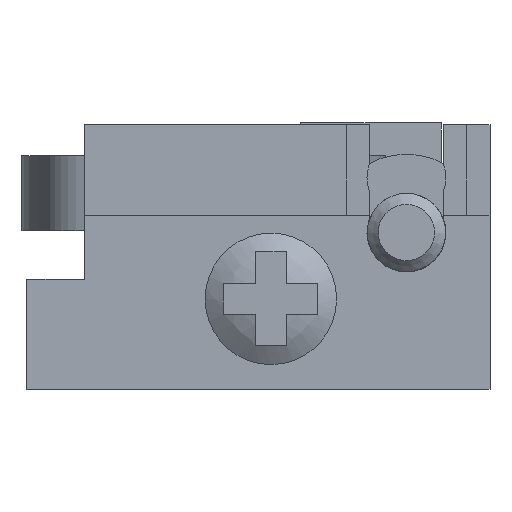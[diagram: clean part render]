
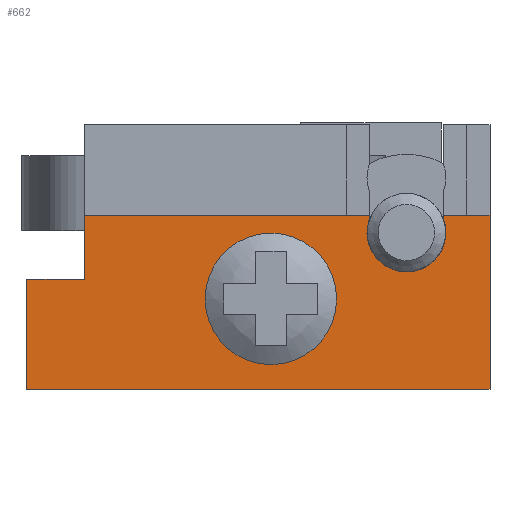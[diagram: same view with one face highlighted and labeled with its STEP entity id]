
A CAD part, front view. The second image highlights one B-rep face of the part: STEP entity #662.
In plain terms, the highlighted planar face has unit normal (0, -1, 0).
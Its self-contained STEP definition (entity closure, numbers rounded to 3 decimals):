
#103=LINE('',#3468,#364);
#107=LINE('',#3476,#368);
#110=LINE('',#3491,#371);
#113=LINE('',#3496,#374);
#118=LINE('',#3511,#379);
#120=LINE('',#3514,#381);
#123=LINE('',#3535,#384);
#124=LINE('',#3536,#385);
#129=LINE('',#3554,#390);
#138=LINE('',#3574,#399);
#144=LINE('',#3606,#405);
#146=LINE('',#3609,#407);
#147=LINE('',#3611,#408);
#148=LINE('',#3613,#409);
#149=LINE('',#3614,#410);
#150=LINE('',#3616,#411);
#151=LINE('',#3618,#412);
#364=VECTOR('',#2795,1.);
#368=VECTOR('',#2799,1.);
#371=VECTOR('',#2804,1.);
#374=VECTOR('',#2807,1.);
#379=VECTOR('',#2816,1.);
#381=VECTOR('',#2818,1.);
#384=VECTOR('',#2833,1.);
#385=VECTOR('',#2834,1.);
#390=VECTOR('',#2853,1.);
#399=VECTOR('',#2868,1.);
#405=VECTOR('',#2890,1.);
#407=VECTOR('',#2894,1.);
#408=VECTOR('',#2895,1.);
#409=VECTOR('',#2896,1.);
#410=VECTOR('',#2897,1.);
#411=VECTOR('',#2898,1.);
#412=VECTOR('',#2899,1.);
#612=FACE_BOUND('',#1008,.T.);
#613=FACE_BOUND('',#1009,.T.);
#662=ADVANCED_FACE('',(#612,#613),#778,.F.);
#778=PLANE('',#2523);
#1008=EDGE_LOOP('',(#1311,#1312,#1313,#1314,#1315,#1316,#1317,#1318,#1319,
#1320,#1321,#1322,#1323));
#1009=EDGE_LOOP('',(#1324,#1325,#1326,#1327,#1328,#1329,#1330,#1331,#1332,
#1333,#1334));
#1311=ORIENTED_EDGE('',*,*,#2103,.F.);
#1312=ORIENTED_EDGE('',*,*,#2120,.F.);
#1313=ORIENTED_EDGE('',*,*,#2127,.F.);
#1314=ORIENTED_EDGE('',*,*,#2121,.F.);
#1315=ORIENTED_EDGE('',*,*,#2109,.F.);
#1316=ORIENTED_EDGE('',*,*,#2126,.F.);
#1317=ORIENTED_EDGE('',*,*,#2111,.F.);
#1318=ORIENTED_EDGE('',*,*,#2091,.F.);
#1319=ORIENTED_EDGE('',*,*,#2125,.F.);
#1320=ORIENTED_EDGE('',*,*,#2095,.F.);
#1321=ORIENTED_EDGE('',*,*,#2100,.F.);
#1322=ORIENTED_EDGE('',*,*,#2124,.F.);
#1323=ORIENTED_EDGE('',*,*,#2123,.F.);
#1324=ORIENTED_EDGE('',*,*,#2145,.F.);
#1325=ORIENTED_EDGE('',*,*,#2144,.F.);
#1326=ORIENTED_EDGE('',*,*,#2155,.F.);
#1327=ORIENTED_EDGE('',*,*,#2156,.T.);
#1328=ORIENTED_EDGE('',*,*,#2157,.F.);
#1329=ORIENTED_EDGE('',*,*,#2131,.F.);
#1330=ORIENTED_EDGE('',*,*,#2158,.F.);
#1331=ORIENTED_EDGE('',*,*,#2159,.F.);
#1332=ORIENTED_EDGE('',*,*,#2160,.F.);
#1333=ORIENTED_EDGE('',*,*,#2140,.T.);
#1334=ORIENTED_EDGE('',*,*,#2153,.F.);
#1847=VERTEX_POINT('',#3466);
#1849=VERTEX_POINT('',#3469);
#1852=VERTEX_POINT('',#3475);
#1853=VERTEX_POINT('',#3477);
#1857=VERTEX_POINT('',#3490);
#1859=VERTEX_POINT('',#3495);
#1860=VERTEX_POINT('',#3497);
#1863=VERTEX_POINT('',#3509);
#1865=VERTEX_POINT('',#3512);
#1866=VERTEX_POINT('',#3515);
#1871=VERTEX_POINT('',#3534);
#1872=VERTEX_POINT('',#3537);
#1873=VERTEX_POINT('',#3541);
#1875=VERTEX_POINT('',#3549);
#1877=VERTEX_POINT('',#3553);
#1884=VERTEX_POINT('',#3572);
#1886=VERTEX_POINT('',#3575);
#1887=VERTEX_POINT('',#3583);
#1889=VERTEX_POINT('',#3586);
#1890=VERTEX_POINT('',#3588);
#1896=VERTEX_POINT('',#3610);
#1897=VERTEX_POINT('',#3612);
#1898=VERTEX_POINT('',#3615);
#1899=VERTEX_POINT('',#3617);
#2091=EDGE_CURVE('',#1847,#1849,#103,.T.);
#2095=EDGE_CURVE('',#1852,#1853,#107,.T.);
#2100=EDGE_CURVE('',#1857,#1852,#110,.T.);
#2103=EDGE_CURVE('',#1859,#1860,#113,.T.);
#2109=EDGE_CURVE('',#1863,#1865,#118,.T.);
#2111=EDGE_CURVE('',#1849,#1866,#120,.T.);
#2120=EDGE_CURVE('',#1871,#1859,#123,.T.);
#2121=EDGE_CURVE('',#1865,#1872,#124,.T.);
#2123=EDGE_CURVE('',#1860,#1873,#2395,.T.);
#2124=EDGE_CURVE('',#1873,#1857,#2396,.T.);
#2125=EDGE_CURVE('',#1853,#1847,#2397,.T.);
#2126=EDGE_CURVE('',#1866,#1863,#2398,.T.);
#2127=EDGE_CURVE('',#1872,#1871,#2399,.T.);
#2131=EDGE_CURVE('',#1877,#1875,#129,.T.);
#2140=EDGE_CURVE('',#1886,#1884,#138,.T.);
#2144=EDGE_CURVE('',#1887,#1889,#2400,.T.);
#2145=EDGE_CURVE('',#1889,#1890,#2401,.T.);
#2153=EDGE_CURVE('',#1890,#1884,#144,.T.);
#2155=EDGE_CURVE('',#1896,#1887,#146,.T.);
#2156=EDGE_CURVE('',#1896,#1897,#147,.T.);
#2157=EDGE_CURVE('',#1875,#1897,#148,.T.);
#2158=EDGE_CURVE('',#1898,#1877,#149,.T.);
#2159=EDGE_CURVE('',#1899,#1898,#150,.T.);
#2160=EDGE_CURVE('',#1886,#1899,#151,.T.);
#2395=CIRCLE('',#2505,1.1);
#2396=CIRCLE('',#2506,1.1);
#2397=CIRCLE('',#2507,1.1);
#2398=CIRCLE('',#2508,1.1);
#2399=CIRCLE('',#2509,1.1);
#2400=CIRCLE('',#2515,1.26);
#2401=CIRCLE('',#2516,1.26);
#2505=AXIS2_PLACEMENT_3D('',#3540,#2838,#2839);
#2506=AXIS2_PLACEMENT_3D('',#3542,#2840,#2841);
#2507=AXIS2_PLACEMENT_3D('',#3543,#2842,#2843);
#2508=AXIS2_PLACEMENT_3D('',#3544,#2844,#2845);
#2509=AXIS2_PLACEMENT_3D('',#3545,#2846,#2847);
#2515=AXIS2_PLACEMENT_3D('',#3585,#2873,#2874);
#2516=AXIS2_PLACEMENT_3D('',#3587,#2875,#2876);
#2523=AXIS2_PLACEMENT_3D('',#3619,#2900,#2901);
#2795=DIRECTION('',(1.,0.,0.));
#2799=DIRECTION('',(1.,0.,0.));
#2804=DIRECTION('',(0.,0.,-1.));
#2807=DIRECTION('',(0.,0.,-1.));
#2816=DIRECTION('',(0.,0.,1.));
#2818=DIRECTION('',(0.,0.,1.));
#2833=DIRECTION('',(-1.,0.,0.));
#2834=DIRECTION('',(-1.,0.,0.));
#2838=DIRECTION('',(0.,-1.,0.));
#2839=DIRECTION('',(-0.855,0.,0.519));
#2840=DIRECTION('',(0.,-1.,0.));
#2841=DIRECTION('',(-1.,0.,0.));
#2842=DIRECTION('',(0.,-1.,0.));
#2843=DIRECTION('',(-0.519,0.,-0.855));
#2844=DIRECTION('',(0.,-1.,0.));
#2845=DIRECTION('',(0.855,0.,-0.519));
#2846=DIRECTION('',(0.,-1.,0.));
#2847=DIRECTION('',(0.519,0.,0.855));
#2853=DIRECTION('',(1.,0.,0.));
#2868=DIRECTION('',(-1.,0.,0.));
#2873=DIRECTION('',(0.,-1.,0.));
#2874=DIRECTION('',(-0.944,0.,0.329));
#2875=DIRECTION('',(0.,-1.,0.));
#2876=DIRECTION('',(1.,0.,0.));
#2890=DIRECTION('',(0.,0.,1.));
#2894=DIRECTION('',(0.,0.,-1.));
#2895=DIRECTION('',(-1.,0.,0.));
#2896=DIRECTION('',(0.,0.,1.));
#2897=DIRECTION('',(0.,0.,1.));
#2898=DIRECTION('',(-1.,0.,0.));
#2899=DIRECTION('',(0.,0.,-1.));
#2900=DIRECTION('',(0.,1.,0.));
#2901=DIRECTION('',(0.,0.,-1.));
#3466=CARTESIAN_POINT('',(8.371,-14.75,1.94));
#3468=CARTESIAN_POINT('',(8.371,-14.75,1.94));
#3469=CARTESIAN_POINT('',(8.74,-14.75,1.94));
#3475=CARTESIAN_POINT('',(6.86,-14.75,1.94));
#3476=CARTESIAN_POINT('',(6.86,-14.75,1.94));
#3477=CARTESIAN_POINT('',(7.229,-14.75,1.94));
#3490=CARTESIAN_POINT('',(6.86,-14.75,2.309));
#3491=CARTESIAN_POINT('',(6.86,-14.75,2.309));
#3495=CARTESIAN_POINT('',(6.86,-14.75,3.82));
#3496=CARTESIAN_POINT('',(6.86,-14.75,3.82));
#3497=CARTESIAN_POINT('',(6.86,-14.75,3.451));
#3509=CARTESIAN_POINT('',(8.74,-14.75,3.451));
#3511=CARTESIAN_POINT('',(8.74,-14.75,3.451));
#3512=CARTESIAN_POINT('',(8.74,-14.75,3.82));
#3514=CARTESIAN_POINT('',(8.74,-14.75,1.94));
#3515=CARTESIAN_POINT('',(8.74,-14.75,2.309));
#3534=CARTESIAN_POINT('',(7.229,-14.75,3.82));
#3535=CARTESIAN_POINT('',(7.229,-14.75,3.82));
#3536=CARTESIAN_POINT('',(8.74,-14.75,3.82));
#3537=CARTESIAN_POINT('',(8.371,-14.75,3.82));
#3540=CARTESIAN_POINT('',(7.8,-14.75,2.88));
#3541=CARTESIAN_POINT('',(6.7,-14.75,2.88));
#3542=CARTESIAN_POINT('',(7.8,-14.75,2.88));
#3543=CARTESIAN_POINT('',(7.8,-14.75,2.88));
#3544=CARTESIAN_POINT('',(7.8,-14.75,2.88));
#3545=CARTESIAN_POINT('',(7.8,-14.75,2.88));
#3549=CARTESIAN_POINT('',(1.85,-14.75,3.5));
#3553=CARTESIAN_POINT('',(0.,-14.75,3.5));
#3554=CARTESIAN_POINT('',(0.,-14.75,3.5));
#3572=CARTESIAN_POINT('',(13.32,-14.75,5.55));
#3574=CARTESIAN_POINT('',(14.8,-14.75,5.55));
#3575=CARTESIAN_POINT('',(14.8,-14.75,5.55));
#3583=CARTESIAN_POINT('',(10.94,-14.75,5.414));
#3585=CARTESIAN_POINT('',(12.13,-14.75,5.));
#3586=CARTESIAN_POINT('',(13.39,-14.75,5.));
#3587=CARTESIAN_POINT('',(12.13,-14.75,5.));
#3588=CARTESIAN_POINT('',(13.32,-14.75,5.414));
#3606=CARTESIAN_POINT('',(13.32,-14.75,5.414));
#3609=CARTESIAN_POINT('',(10.94,-14.75,5.55));
#3610=CARTESIAN_POINT('',(10.94,-14.75,5.55));
#3611=CARTESIAN_POINT('',(10.94,-14.75,5.55));
#3612=CARTESIAN_POINT('',(1.85,-14.75,5.55));
#3613=CARTESIAN_POINT('',(1.85,-14.75,3.5));
#3614=CARTESIAN_POINT('',(0.,-14.75,0.));
#3615=CARTESIAN_POINT('',(0.,-14.75,0.));
#3616=CARTESIAN_POINT('',(14.8,-14.75,0.));
#3617=CARTESIAN_POINT('',(14.8,-14.75,0.));
#3618=CARTESIAN_POINT('',(14.8,-14.75,5.55));
#3619=CARTESIAN_POINT('',(14.8,-14.75,5.55));
